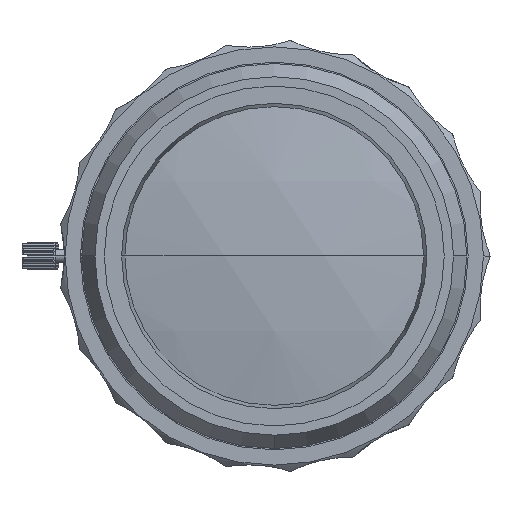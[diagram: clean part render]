
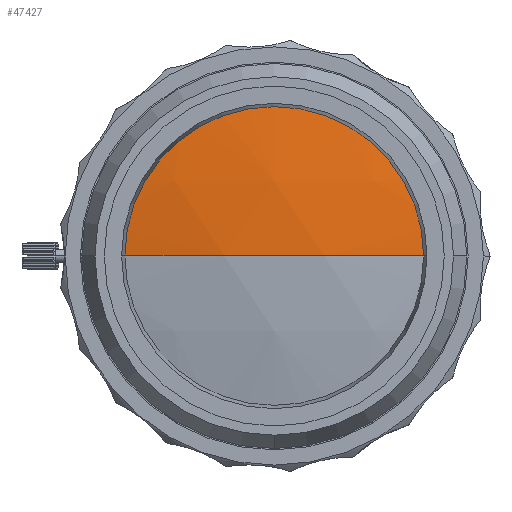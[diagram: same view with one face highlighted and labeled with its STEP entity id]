
A CAD part, left-side view. The second image highlights one B-rep face of the part: STEP entity #47427.
In plain terms, the highlighted spherical face has radius 112.15 mm.
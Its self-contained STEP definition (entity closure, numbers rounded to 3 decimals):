
#15228 = DIRECTION ( 'NONE',  ( 1., 0., 0. ) ) ;
#18224 = ORIENTED_EDGE ( 'NONE', *, *, #19145, .F. ) ;
#19145 = EDGE_CURVE ( 'NONE', #85676, #62742, #44099, .T. ) ;
#19481 = ORIENTED_EDGE ( 'NONE', *, *, #46006, .T. ) ;
#22970 = CARTESIAN_POINT ( 'NONE',  ( -0.1, 22.5, 0. ) ) ;
#29467 = DIRECTION ( 'NONE',  ( 0., 0., 1. ) ) ;
#29818 = EDGE_LOOP ( 'NONE', ( #19481, #18224 ) ) ;
#31571 = CARTESIAN_POINT ( 'NONE',  ( -0.1, -22.5, 0. ) ) ;
#35365 = SPHERICAL_SURFACE ( 'NONE', #77889, 112.15 ) ;
#36462 = AXIS2_PLACEMENT_3D ( 'NONE', #51591, #15228, #65502 ) ;
#42081 = FACE_OUTER_BOUND ( 'NONE', #29818, .T. ) ;
#43799 = DIRECTION ( 'NONE',  ( -1., 0., 0. ) ) ;
#44099 = CIRCLE ( 'NONE', #36462, 22.5 ) ;
#44265 = CARTESIAN_POINT ( 'NONE',  ( 109.77, 0., 0. ) ) ;
#46006 = EDGE_CURVE ( 'NONE', #85676, #62742, #47043, .T. ) ;
#47043 = CIRCLE ( 'NONE', #59236, 112.15 ) ;
#47427 = ADVANCED_FACE ( 'NONE', ( #42081 ), #35365, .T. ) ;
#51591 = CARTESIAN_POINT ( 'NONE',  ( -0.1, 0., 0. ) ) ;
#59236 = AXIS2_PLACEMENT_3D ( 'NONE', #44265, #29467, #43799 ) ;
#62742 = VERTEX_POINT ( 'NONE', #31571 ) ;
#64093 = DIRECTION ( 'NONE',  ( 0., -1., 0. ) ) ;
#64554 = CARTESIAN_POINT ( 'NONE',  ( 109.77, 0., 0. ) ) ;
#65502 = DIRECTION ( 'NONE',  ( 0., 1., 0. ) ) ;
#77889 = AXIS2_PLACEMENT_3D ( 'NONE', #64554, #79865, #64093 ) ;
#79865 = DIRECTION ( 'NONE',  ( 0., 0., -1. ) ) ;
#85676 = VERTEX_POINT ( 'NONE', #22970 ) ;
